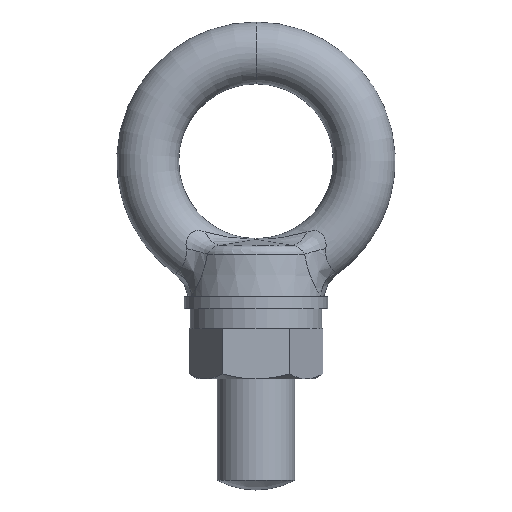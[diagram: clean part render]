
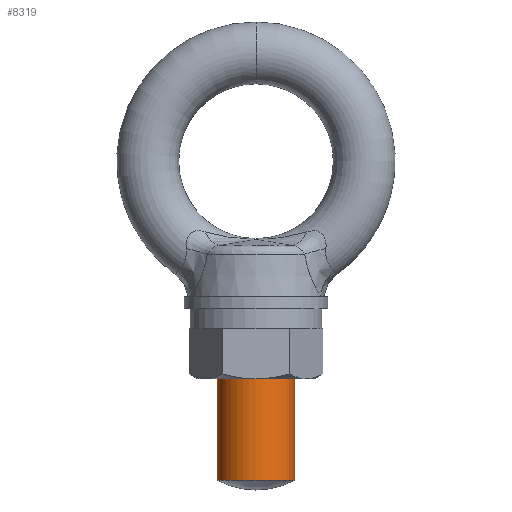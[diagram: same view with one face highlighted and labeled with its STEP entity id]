
A CAD part, front view. The second image highlights one B-rep face of the part: STEP entity #8319.
In plain terms, the highlighted cylindrical face has radius 10 mm (diameter 20 mm), a partial arc.
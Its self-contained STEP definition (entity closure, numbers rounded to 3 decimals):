
#4504 = CARTESIAN_POINT ( 'NONE',  ( 10., 0., -35. ) ) ;
#4613 = DIRECTION ( 'NONE',  ( 1., 0., 0. ) ) ;
#4614 = DIRECTION ( 'NONE',  ( 0., 0., 1. ) ) ;
#4615 = CARTESIAN_POINT ( 'NONE',  ( 0., 0., -1035. ) ) ;
#4616 = AXIS2_PLACEMENT_3D ( 'NONE', #4615, #4614, #4613 ) ;
#4618 = FACE_OUTER_BOUND ( 'NONE', #8316, .T. ) ;
#4620 = CYLINDRICAL_SURFACE ( 'NONE', #4616, 10. ) ;
#6699 = DIRECTION ( 'NONE',  ( 1., 0., 0. ) ) ;
#6700 = DIRECTION ( 'NONE',  ( 0., 0., -1. ) ) ;
#6731 = CARTESIAN_POINT ( 'NONE',  ( 0., 0., -35. ) ) ;
#6732 = AXIS2_PLACEMENT_3D ( 'NONE', #6731, #6700, #6699 ) ;
#6733 = CIRCLE ( 'NONE', #6732, 10. ) ;
#7867 = EDGE_CURVE ( 'NONE', #8205, #8212, #8586, .T. ) ;
#7882 = EDGE_CURVE ( 'NONE', #8213, #8328, #8555, .T. ) ;
#8180 = ORIENTED_EDGE ( 'NONE', *, *, #7867, .F. ) ;
#8181 = ORIENTED_EDGE ( 'NONE', *, *, #8182, .F. ) ;
#8182 = EDGE_CURVE ( 'NONE', #8213, #8205, #9270, .T. ) ;
#8188 = ORIENTED_EDGE ( 'NONE', *, *, #7882, .T. ) ;
#8189 = ORIENTED_EDGE ( 'NONE', *, *, #8374, .T. ) ;
#8205 = VERTEX_POINT ( 'NONE', #9682 ) ;
#8212 = VERTEX_POINT ( 'NONE', #9416 ) ;
#8213 = VERTEX_POINT ( 'NONE', #9406 ) ;
#8316 = EDGE_LOOP ( 'NONE', ( #8180, #8181, #8188, #8189 ) ) ;
#8319 = ADVANCED_FACE ( 'NONE', ( #4618 ), #4620, .T. ) ;
#8328 = VERTEX_POINT ( 'NONE', #4504 ) ;
#8374 = EDGE_CURVE ( 'NONE', #8328, #8212, #6733, .T. ) ;
#8552 = DIRECTION ( 'NONE',  ( 0., 0., 1. ) ) ;
#8553 = VECTOR ( 'NONE', #8552, 1000. ) ;
#8554 = CARTESIAN_POINT ( 'NONE',  ( 10., 0., -1035. ) ) ;
#8555 = LINE ( 'NONE', #8554, #8553 ) ;
#8586 = LINE ( 'NONE', #8637, #8636 ) ;
#8635 = DIRECTION ( 'NONE',  ( 0., 0., 1. ) ) ;
#8636 = VECTOR ( 'NONE', #8635, 1000. ) ;
#8637 = CARTESIAN_POINT ( 'NONE',  ( -10., 0., -1035. ) ) ;
#9209 = CARTESIAN_POINT ( 'NONE',  ( 0., 0., -82.5 ) ) ;
#9267 = DIRECTION ( 'NONE',  ( -1., 0., 0. ) ) ;
#9268 = DIRECTION ( 'NONE',  ( 0., 0., -1. ) ) ;
#9269 = AXIS2_PLACEMENT_3D ( 'NONE', #9209, #9268, #9267 ) ;
#9270 = CIRCLE ( 'NONE', #9269, 10. ) ;
#9406 = CARTESIAN_POINT ( 'NONE',  ( 10., 0., -82.5 ) ) ;
#9416 = CARTESIAN_POINT ( 'NONE',  ( -10., 0., -35. ) ) ;
#9682 = CARTESIAN_POINT ( 'NONE',  ( -10., 0., -82.5 ) ) ;
